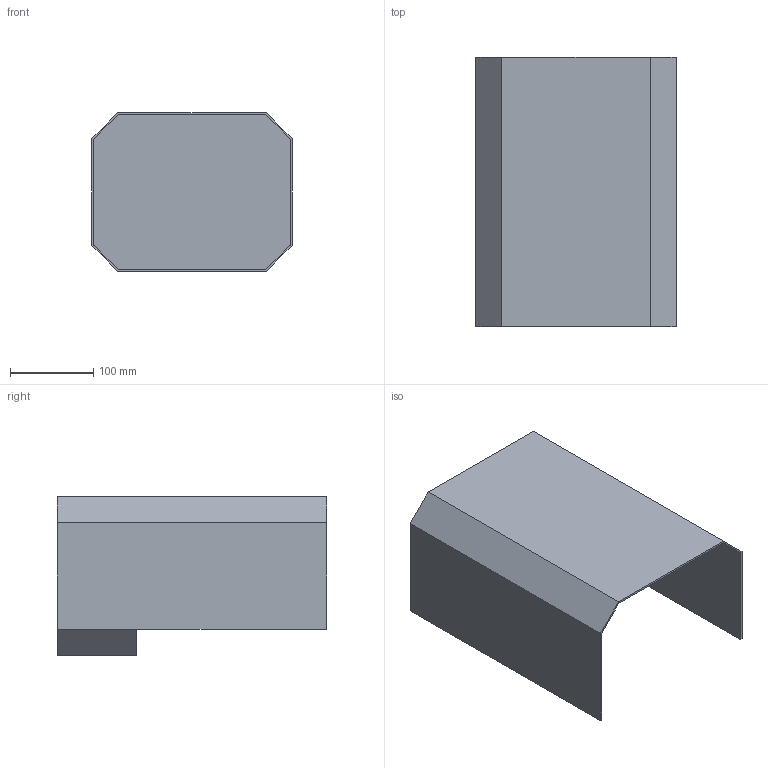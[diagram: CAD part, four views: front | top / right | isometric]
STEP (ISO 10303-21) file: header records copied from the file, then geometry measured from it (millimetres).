
FILE_DESCRIPTION (( 'STEP AP203' ), '1' );
FILE_NAME ('J2_cover_Predeterminado_sldprt.STEP', '2021-02-26T20:01:32', ( '' ), ( '' ), 'SwSTEP 2.0', 'SolidWorks 2020', '' );
FILE_SCHEMA (( 'CONFIG_CONTROL_DESIGN' ));
Length unit declared in the file: millimetre
Products named in the file (1): J2_cover_Predeterminado_sldprt
Bounding box: 240 x 322.5 x 190 mm (x, y, z)
Volume: 546875 mm3; surface area: 463902.3 mm2
Topology: 1 solids, 1 shells, 36 faces, 100 edges, 66 vertices
Faces by surface type: plane 30, cylinder 6
Entity records: 1217 total; most frequent: CARTESIAN_POINT 203, ORIENTED_EDGE 200, DIRECTION 186, EDGE_CURVE 100, VECTOR 88, LINE 88, VERTEX_POINT 66, AXIS2_PLACEMENT_3D 49
